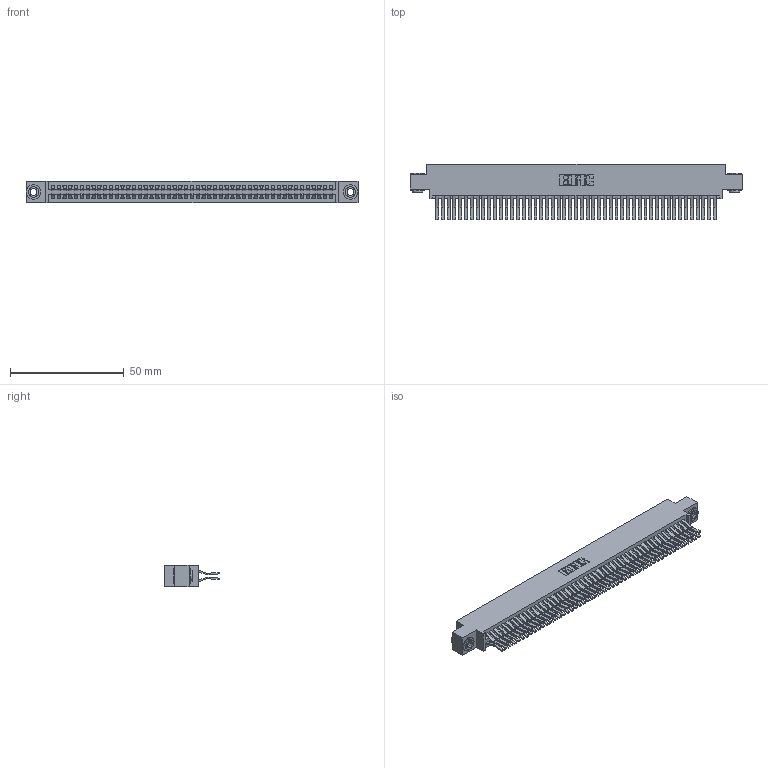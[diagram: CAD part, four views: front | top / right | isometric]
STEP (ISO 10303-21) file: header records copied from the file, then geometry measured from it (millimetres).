
FILE_DESCRIPTION (( 'STEP AP203' ), '1' );
FILE_NAME ('395-098-560-803.STEP', '2018-11-29T23:20:20', ( '' ), ( '' ), 'SwSTEP 2.0', 'SolidWorks 2016', '' );
FILE_SCHEMA (( 'CONFIG_CONTROL_DESIGN' ));
Length unit declared in the file: inch
Products named in the file (4): 345-292-001_560 Tail; 395-098-560-803; 345 Part_0.170 Offset - 0.156 Dia-TH; 345-250-002_345-250-002-102
Assembly tree (101 placements, depth 2):
  395-098-560-803
    345 Part_0.170 Offset - 0.156 Dia-TH
    345-292-001_560 Tail  x98
    345-250-002_345-250-002-102  x2
Bounding box: 145.67 x 24.45 x 9.4 mm (x, y, z)
Volume: 14763.8 mm3; surface area: 23959.3 mm2
Topology: 101 solids, 101 shells, 5264 faces, 15619 edges, 10278 vertices
Faces by surface type: plane 3328, cylinder 1928, cone 8
Entity records: 38374 total; most frequent: CARTESIAN_POINT 6403, ORIENTED_EDGE 6330, DIRECTION 5671, EDGE_CURVE 3165, VECTOR 2809, LINE 2809, VERTEX_POINT 2106, AXIS2_PLACEMENT_3D 1431
